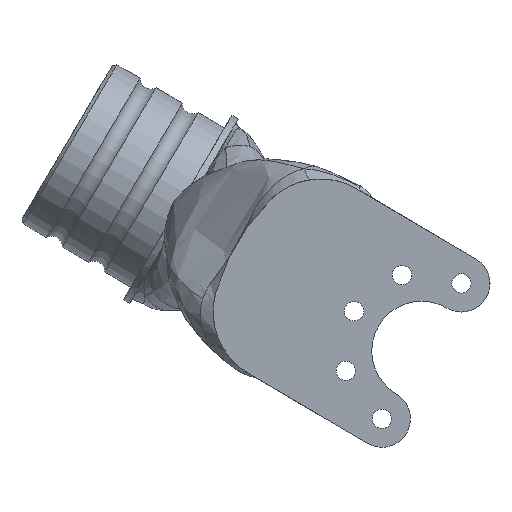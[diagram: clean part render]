
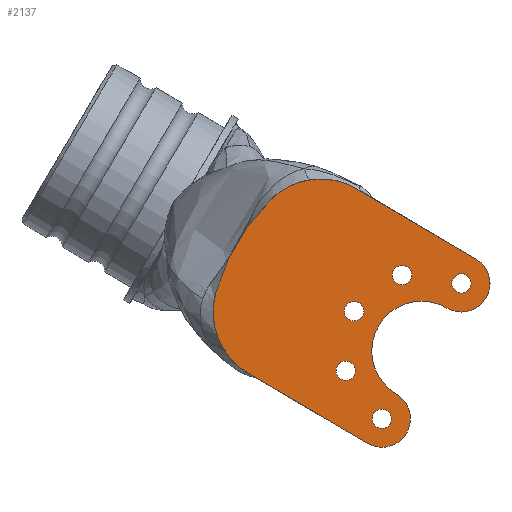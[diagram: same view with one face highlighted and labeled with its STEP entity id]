
A CAD part, left-side view. The second image highlights one B-rep face of the part: STEP entity #2137.
In plain terms, the highlighted planar face has unit normal (-1, 0, 0).
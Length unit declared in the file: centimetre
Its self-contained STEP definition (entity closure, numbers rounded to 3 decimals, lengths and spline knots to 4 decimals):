
#27=LINE('',#9921,#67);
#33=LINE('',#10026,#73);
#67=VECTOR('',#2479,100.);
#73=VECTOR('',#2507,100.);
#112=FACE_BOUND('',#459,.T.);
#113=FACE_BOUND('',#460,.T.);
#114=FACE_BOUND('',#461,.T.);
#115=FACE_BOUND('',#462,.T.);
#116=FACE_BOUND('',#463,.T.);
#242=PLANE('',#2294);
#310=FACE_OUTER_BOUND('',#458,.T.);
#458=EDGE_LOOP('',(#1721,#1722,#1723,#1724,#1725,#1726,#1727,#1728));
#459=EDGE_LOOP('',(#1729));
#460=EDGE_LOOP('',(#1730));
#461=EDGE_LOOP('',(#1731));
#462=EDGE_LOOP('',(#1732));
#463=EDGE_LOOP('',(#1733));
#577=CIRCLE('',#2285,1.);
#580=CIRCLE('',#2290,1.);
#581=CIRCLE('',#2292,3.);
#582=CIRCLE('',#2295,0.4);
#583=CIRCLE('',#2296,0.7);
#584=CIRCLE('',#2297,0.4);
#585=CIRCLE('',#2298,0.135);
#586=CIRCLE('',#2299,0.135);
#587=CIRCLE('',#2300,0.135);
#588=CIRCLE('',#2301,0.135);
#589=CIRCLE('',#2302,0.135);
#981=VERTEX_POINT('',#9918);
#982=VERTEX_POINT('',#9920);
#986=VERTEX_POINT('',#9944);
#992=VERTEX_POINT('',#10002);
#993=VERTEX_POINT('',#10004);
#994=VERTEX_POINT('',#10024);
#995=VERTEX_POINT('',#10028);
#996=VERTEX_POINT('',#10030);
#997=VERTEX_POINT('',#10033);
#998=VERTEX_POINT('',#10035);
#999=VERTEX_POINT('',#10037);
#1000=VERTEX_POINT('',#10039);
#1001=VERTEX_POINT('',#10041);
#1250=EDGE_CURVE('',#981,#982,#27,.T.);
#1256=EDGE_CURVE('',#986,#981,#577,.T.);
#1264=EDGE_CURVE('',#992,#993,#580,.T.);
#1266=EDGE_CURVE('',#993,#986,#581,.T.);
#1269=EDGE_CURVE('',#994,#992,#33,.T.);
#1270=EDGE_CURVE('',#995,#994,#582,.T.);
#1271=EDGE_CURVE('',#996,#995,#583,.T.);
#1272=EDGE_CURVE('',#982,#996,#584,.T.);
#1273=EDGE_CURVE('',#997,#997,#585,.T.);
#1274=EDGE_CURVE('',#998,#998,#586,.T.);
#1275=EDGE_CURVE('',#999,#999,#587,.T.);
#1276=EDGE_CURVE('',#1000,#1000,#588,.T.);
#1277=EDGE_CURVE('',#1001,#1001,#589,.T.);
#1721=ORIENTED_EDGE('',*,*,#1250,.F.);
#1722=ORIENTED_EDGE('',*,*,#1256,.F.);
#1723=ORIENTED_EDGE('',*,*,#1266,.F.);
#1724=ORIENTED_EDGE('',*,*,#1264,.F.);
#1725=ORIENTED_EDGE('',*,*,#1269,.F.);
#1726=ORIENTED_EDGE('',*,*,#1270,.F.);
#1727=ORIENTED_EDGE('',*,*,#1271,.F.);
#1728=ORIENTED_EDGE('',*,*,#1272,.F.);
#1729=ORIENTED_EDGE('',*,*,#1273,.T.);
#1730=ORIENTED_EDGE('',*,*,#1274,.T.);
#1731=ORIENTED_EDGE('',*,*,#1275,.T.);
#1732=ORIENTED_EDGE('',*,*,#1276,.T.);
#1733=ORIENTED_EDGE('',*,*,#1277,.T.);
#2137=ADVANCED_FACE('',(#310,#112,#113,#114,#115,#116),#242,.T.);
#2285=AXIS2_PLACEMENT_3D('',#9946,#2486,#2487);
#2290=AXIS2_PLACEMENT_3D('',#10005,#2497,#2498);
#2292=AXIS2_PLACEMENT_3D('',#10008,#2502,#2503);
#2294=AXIS2_PLACEMENT_3D('',#10027,#2508,#2509);
#2295=AXIS2_PLACEMENT_3D('',#10029,#2510,#2511);
#2296=AXIS2_PLACEMENT_3D('',#10031,#2512,#2513);
#2297=AXIS2_PLACEMENT_3D('',#10032,#2514,#2515);
#2298=AXIS2_PLACEMENT_3D('',#10034,#2516,#2517);
#2299=AXIS2_PLACEMENT_3D('',#10036,#2518,#2519);
#2300=AXIS2_PLACEMENT_3D('',#10038,#2520,#2521);
#2301=AXIS2_PLACEMENT_3D('',#10040,#2522,#2523);
#2302=AXIS2_PLACEMENT_3D('',#10042,#2524,#2525);
#2479=DIRECTION('',(0.,-0.862,-0.507));
#2486=DIRECTION('center_axis',(1.,0.,0.));
#2487=DIRECTION('ref_axis',(0.,0.127,0.992));
#2497=DIRECTION('center_axis',(1.,0.,0.));
#2498=DIRECTION('ref_axis',(0.,0.929,-0.371));
#2502=DIRECTION('center_axis',(1.,0.,0.));
#2503=DIRECTION('ref_axis',(0.,0.,-1.));
#2507=DIRECTION('',(0.,0.862,0.507));
#2508=DIRECTION('center_axis',(-1.,0.,0.));
#2509=DIRECTION('ref_axis',(0.,0.,-1.));
#2510=DIRECTION('center_axis',(1.,0.,0.));
#2511=DIRECTION('ref_axis',(0.,0.,-1.));
#2512=DIRECTION('center_axis',(-1.,0.,0.));
#2513=DIRECTION('ref_axis',(0.,0.,-1.));
#2514=DIRECTION('center_axis',(1.,0.,0.));
#2515=DIRECTION('ref_axis',(0.,0.,1.));
#2516=DIRECTION('center_axis',(1.,0.,0.));
#2517=DIRECTION('ref_axis',(0.,0.,-1.));
#2518=DIRECTION('center_axis',(1.,0.,0.));
#2519=DIRECTION('ref_axis',(0.,0.,-1.));
#2520=DIRECTION('center_axis',(1.,0.,0.));
#2521=DIRECTION('ref_axis',(0.,0.,-1.));
#2522=DIRECTION('center_axis',(1.,0.,0.));
#2523=DIRECTION('ref_axis',(0.,0.,-1.));
#2524=DIRECTION('center_axis',(1.,0.,0.));
#2525=DIRECTION('ref_axis',(0.,0.,-1.));
#9918=CARTESIAN_POINT('',(-5.,0.9087,2.2747));
#9920=CARTESIAN_POINT('',(-5.,-0.7605,1.2929));
#9921=CARTESIAN_POINT('',(-5.,-0.7605,1.2929));
#9944=CARTESIAN_POINT('',(-5.,2.1235,2.1191));
#9946=CARTESIAN_POINT('Origin',(-5.,1.4157,1.4128));
#10002=CARTESIAN_POINT('',(-5.,2.4296,-0.3112));
#10004=CARTESIAN_POINT('',(-5.,2.884,0.8262));
#10005=CARTESIAN_POINT('Origin',(-5.,1.9227,0.5508));
#10008=CARTESIAN_POINT('Origin',(-5.,0.,0.));
#10024=CARTESIAN_POINT('',(-5.,0.7605,-1.2929));
#10026=CARTESIAN_POINT('',(-5.,0.7605,-1.2929));
#10027=CARTESIAN_POINT('Origin',(-5.,0.,0.));
#10028=CARTESIAN_POINT('',(-5.,0.3549,-0.6034));
#10029=CARTESIAN_POINT('Origin',(-5.,0.5577,-0.9481));
#10030=CARTESIAN_POINT('',(-5.,-0.3549,0.6034));
#10031=CARTESIAN_POINT('Origin',(-5.,0.,0.));
#10032=CARTESIAN_POINT('Origin',(-5.,-0.5577,0.9481));
#10033=CARTESIAN_POINT('',(-5.,1.0648,-0.4111));
#10034=CARTESIAN_POINT('Origin',(-5.,1.0648,-0.2761));
#10035=CARTESIAN_POINT('',(-5.,0.2761,0.9298));
#10036=CARTESIAN_POINT('Origin',(-5.,0.2761,1.0648));
#10037=CARTESIAN_POINT('',(-5.,-0.5577,0.8131));
#10038=CARTESIAN_POINT('Origin',(-5.,-0.5577,0.9481));
#10039=CARTESIAN_POINT('',(-5.,0.9481,0.4227));
#10040=CARTESIAN_POINT('Origin',(-5.,0.9481,0.5577));
#10041=CARTESIAN_POINT('',(-5.,0.5577,-1.0831));
#10042=CARTESIAN_POINT('Origin',(-5.,0.5577,-0.9481));
